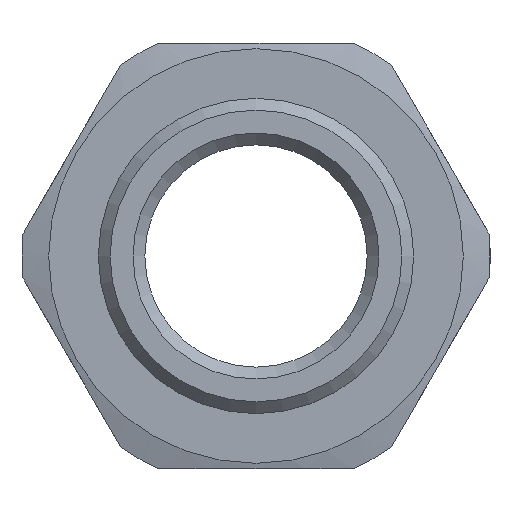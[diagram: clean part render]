
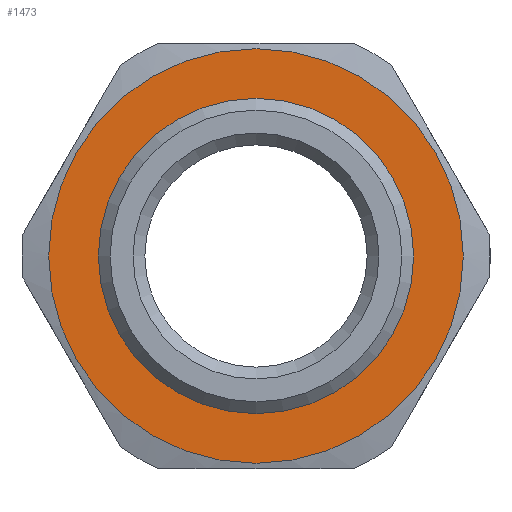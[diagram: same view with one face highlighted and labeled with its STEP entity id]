
A CAD part, left-side view. The second image highlights one B-rep face of the part: STEP entity #1473.
In plain terms, the highlighted planar face has unit normal (-1, 0, 0).
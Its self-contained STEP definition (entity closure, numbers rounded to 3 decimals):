
#66 = FACE_OUTER_BOUND ( 'NONE', #1082, .T. ) ;
#135 = ORIENTED_EDGE ( 'NONE', *, *, #1169, .T. ) ;
#251 = DIRECTION ( 'NONE',  ( 1., 0., 0. ) ) ;
#444 = AXIS2_PLACEMENT_3D ( 'NONE', #807, #661, #794 ) ;
#513 = CIRCLE ( 'NONE', #1011, 10. ) ;
#599 = DIRECTION ( 'NONE',  ( 0., 0., -1. ) ) ;
#661 = DIRECTION ( 'NONE',  ( 1., 0., 0. ) ) ;
#702 = CARTESIAN_POINT ( 'NONE',  ( 15.3, 0., -13.15 ) ) ;
#794 = DIRECTION ( 'NONE',  ( 0., 0., -1. ) ) ;
#807 = CARTESIAN_POINT ( 'NONE',  ( 15.3, 10., 0. ) ) ;
#859 = CARTESIAN_POINT ( 'NONE',  ( 15.3, 0., 0. ) ) ;
#866 = CARTESIAN_POINT ( 'NONE',  ( 15.3, 0., -10. ) ) ;
#884 = EDGE_LOOP ( 'NONE', ( #135 ) ) ;
#906 = VERTEX_POINT ( 'NONE', #866 ) ;
#1011 = AXIS2_PLACEMENT_3D ( 'NONE', #859, #1109, #599 ) ;
#1082 = EDGE_LOOP ( 'NONE', ( #1119 ) ) ;
#1109 = DIRECTION ( 'NONE',  ( 1., 0., 0. ) ) ;
#1119 = ORIENTED_EDGE ( 'NONE', *, *, #1343, .F. ) ;
#1149 = DIRECTION ( 'NONE',  ( 0., 0., -1. ) ) ;
#1169 = EDGE_CURVE ( 'NONE', #906, #906, #513, .T. ) ;
#1271 = CARTESIAN_POINT ( 'NONE',  ( 15.3, 0., 0. ) ) ;
#1288 = VERTEX_POINT ( 'NONE', #702 ) ;
#1302 = PLANE ( 'NONE',  #444 ) ;
#1343 = EDGE_CURVE ( 'NONE', #1288, #1288, #1463, .T. ) ;
#1463 = CIRCLE ( 'NONE', #1583, 13.15 ) ;
#1473 = ADVANCED_FACE ( 'NONE', ( #66, #1568 ), #1302, .F. ) ;
#1568 = FACE_BOUND ( 'NONE', #884, .T. ) ;
#1583 = AXIS2_PLACEMENT_3D ( 'NONE', #1271, #251, #1149 ) ;
